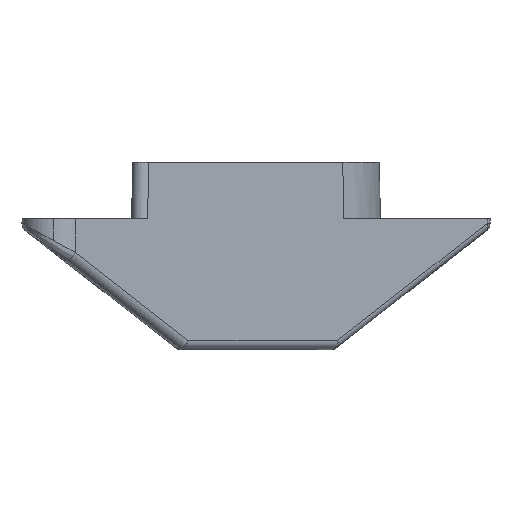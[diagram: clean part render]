
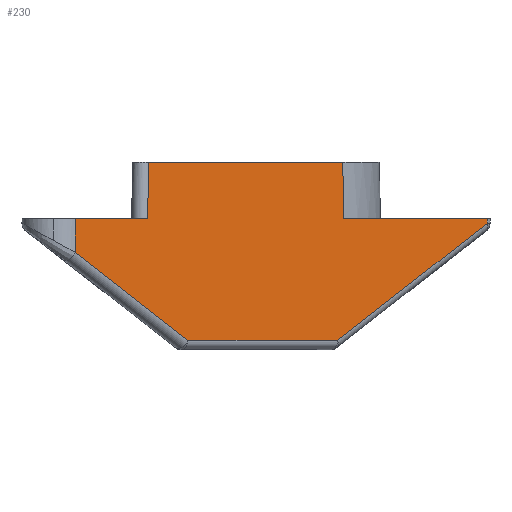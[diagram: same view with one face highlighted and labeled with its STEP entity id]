
A CAD part, front view. The second image highlights one B-rep face of the part: STEP entity #230.
In plain terms, the highlighted planar face has unit normal (0.707, -0.707, 0).
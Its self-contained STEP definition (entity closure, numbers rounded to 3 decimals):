
#7 = DIRECTION ( 'NONE',  ( 0.017, 0.017, -1. ) ) ;
#13 = CARTESIAN_POINT ( 'NONE',  ( 2.809, -2.777, 0. ) ) ;
#30 = EDGE_CURVE ( 'NONE', #52, #1420, #809, .T. ) ;
#45 = CARTESIAN_POINT ( 'NONE',  ( 7.404, 1.818, 0. ) ) ;
#47 = VERTEX_POINT ( 'NONE', #413 ) ;
#50 = CARTESIAN_POINT ( 'NONE',  ( -5.785, -11.371, -1.087 ) ) ;
#52 = VERTEX_POINT ( 'NONE', #169 ) ;
#54 = ORIENTED_EDGE ( 'NONE', *, *, #30, .T. ) ;
#72 = DIRECTION ( 'NONE',  ( 0.707, 0.707, 0. ) ) ;
#76 = VERTEX_POINT ( 'NONE', #45 ) ;
#145 = EDGE_CURVE ( 'NONE', #1215, #76, #1503, .T. ) ;
#169 = CARTESIAN_POINT ( 'NONE',  ( 2.778, -2.808, 1.8 ) ) ;
#230 = ADVANCED_FACE ( 'NONE', ( #849 ), #749, .F. ) ;
#235 = CARTESIAN_POINT ( 'NONE',  ( 10.057, 4.471, -4.2 ) ) ;
#265 = ORIENTED_EDGE ( 'NONE', *, *, #433, .F. ) ;
#271 = DIRECTION ( 'NONE',  ( -0.619, -0.619, -0.484 ) ) ;
#323 = ORIENTED_EDGE ( 'NONE', *, *, #1282, .F. ) ;
#359 = VERTEX_POINT ( 'NONE', #776 ) ;
#364 = ORIENTED_EDGE ( 'NONE', *, *, #1243, .F. ) ;
#382 = VECTOR ( 'NONE', #1281, 1000. ) ;
#413 = CARTESIAN_POINT ( 'NONE',  ( 2.609, -2.977, -3.9 ) ) ;
#433 = EDGE_CURVE ( 'NONE', #1200, #47, #1153, .T. ) ;
#443 = CARTESIAN_POINT ( 'NONE',  ( 10.057, 4.471, 0. ) ) ;
#479 = LINE ( 'NONE', #526, #1607 ) ;
#526 = CARTESIAN_POINT ( 'NONE',  ( -3.469, -9.055, 0. ) ) ;
#549 = CARTESIAN_POINT ( 'NONE',  ( 2.778, -2.808, 1.8 ) ) ;
#561 = DIRECTION ( 'NONE',  ( -0.707, -0.707, 0. ) ) ;
#562 = CARTESIAN_POINT ( 'NONE',  ( 7.404, 1.818, -0.154 ) ) ;
#570 = VECTOR ( 'NONE', #72, 1000. ) ;
#582 = DIRECTION ( 'NONE',  ( 0., 0., 1. ) ) ;
#601 = DIRECTION ( 'NONE',  ( -0.707, -0.707, 0. ) ) ;
#608 = VECTOR ( 'NONE', #7, 1000. ) ;
#704 = CARTESIAN_POINT ( 'NONE',  ( -2.185, -7.771, -3.9 ) ) ;
#749 = PLANE ( 'NONE',  #1310 ) ;
#776 = CARTESIAN_POINT ( 'NONE',  ( -2.185, -7.771, -3.9 ) ) ;
#809 = LINE ( 'NONE', #1725, #1141 ) ;
#811 = VECTOR ( 'NONE', #1476, 1000. ) ;
#844 = ORIENTED_EDGE ( 'NONE', *, *, #1368, .F. ) ;
#849 = FACE_OUTER_BOUND ( 'NONE', #1295, .T. ) ;
#878 = CARTESIAN_POINT ( 'NONE',  ( -3.438, -9.024, 1.8 ) ) ;
#888 = LINE ( 'NONE', #549, #608 ) ;
#911 = CARTESIAN_POINT ( 'NONE',  ( 7.404, 1.818, -4.2 ) ) ;
#924 = CARTESIAN_POINT ( 'NONE',  ( 10.057, 4.471, 0. ) ) ;
#930 = LINE ( 'NONE', #1105, #1563 ) ;
#1025 = ORIENTED_EDGE ( 'NONE', *, *, #145, .F. ) ;
#1030 = EDGE_CURVE ( 'NONE', #76, #1200, #1594, .T. ) ;
#1105 = CARTESIAN_POINT ( 'NONE',  ( -5.785, -11.371, -4.2 ) ) ;
#1115 = EDGE_CURVE ( 'NONE', #1355, #1420, #479, .T. ) ;
#1122 = EDGE_CURVE ( 'NONE', #1352, #1355, #1145, .T. ) ;
#1141 = VECTOR ( 'NONE', #561, 1000. ) ;
#1145 = LINE ( 'NONE', #924, #811 ) ;
#1153 = LINE ( 'NONE', #1328, #1597 ) ;
#1190 = DIRECTION ( 'NONE',  ( 0.017, 0.017, 1. ) ) ;
#1200 = VERTEX_POINT ( 'NONE', #562 ) ;
#1215 = VERTEX_POINT ( 'NONE', #13 ) ;
#1239 = CARTESIAN_POINT ( 'NONE',  ( 10.057, 4.471, -3.9 ) ) ;
#1243 = EDGE_CURVE ( 'NONE', #52, #1215, #888, .T. ) ;
#1268 = VERTEX_POINT ( 'NONE', #50 ) ;
#1272 = ORIENTED_EDGE ( 'NONE', *, *, #1122, .F. ) ;
#1281 = DIRECTION ( 'NONE',  ( 0., 0., -1. ) ) ;
#1282 = EDGE_CURVE ( 'NONE', #47, #359, #1320, .T. ) ;
#1295 = EDGE_LOOP ( 'NONE', ( #364, #54, #1614, #1272, #844, #1389, #323, #265, #1347, #1025 ) ) ;
#1310 = AXIS2_PLACEMENT_3D ( 'NONE', #235, #1405, #601 ) ;
#1320 = LINE ( 'NONE', #1239, #1446 ) ;
#1328 = CARTESIAN_POINT ( 'NONE',  ( 7.404, 1.818, -0.154 ) ) ;
#1337 = VECTOR ( 'NONE', #1393, 1000. ) ;
#1347 = ORIENTED_EDGE ( 'NONE', *, *, #1030, .F. ) ;
#1352 = VERTEX_POINT ( 'NONE', #1635 ) ;
#1355 = VERTEX_POINT ( 'NONE', #1372 ) ;
#1368 = EDGE_CURVE ( 'NONE', #1268, #1352, #930, .T. ) ;
#1372 = CARTESIAN_POINT ( 'NONE',  ( -3.469, -9.055, 0. ) ) ;
#1376 = EDGE_CURVE ( 'NONE', #359, #1268, #1443, .T. ) ;
#1389 = ORIENTED_EDGE ( 'NONE', *, *, #1376, .F. ) ;
#1393 = DIRECTION ( 'NONE',  ( -0.619, -0.619, 0.484 ) ) ;
#1405 = DIRECTION ( 'NONE',  ( -0.707, 0.707, 0. ) ) ;
#1420 = VERTEX_POINT ( 'NONE', #878 ) ;
#1443 = LINE ( 'NONE', #704, #1337 ) ;
#1446 = VECTOR ( 'NONE', #1500, 1000. ) ;
#1476 = DIRECTION ( 'NONE',  ( 0.707, 0.707, 0. ) ) ;
#1500 = DIRECTION ( 'NONE',  ( -0.707, -0.707, 0. ) ) ;
#1503 = LINE ( 'NONE', #443, #570 ) ;
#1563 = VECTOR ( 'NONE', #582, 1000. ) ;
#1594 = LINE ( 'NONE', #911, #382 ) ;
#1597 = VECTOR ( 'NONE', #271, 1000. ) ;
#1607 = VECTOR ( 'NONE', #1190, 1000. ) ;
#1614 = ORIENTED_EDGE ( 'NONE', *, *, #1115, .F. ) ;
#1635 = CARTESIAN_POINT ( 'NONE',  ( -5.785, -11.371, 0. ) ) ;
#1725 = CARTESIAN_POINT ( 'NONE',  ( 2.778, -2.808, 1.8 ) ) ;
